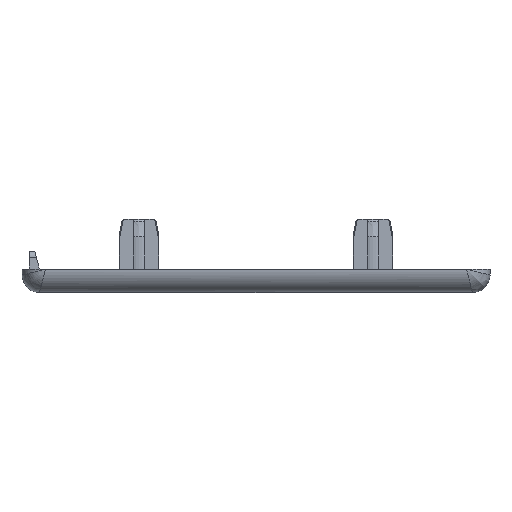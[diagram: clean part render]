
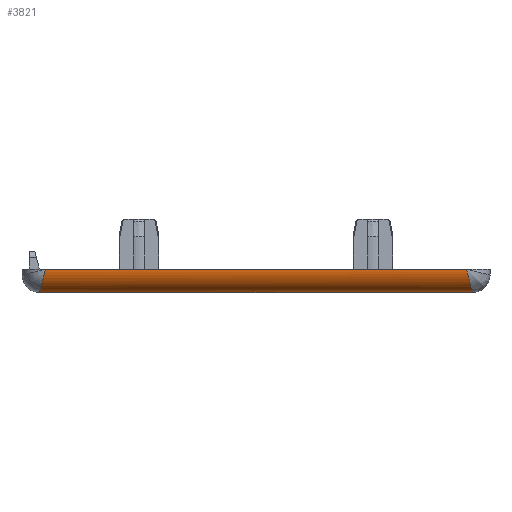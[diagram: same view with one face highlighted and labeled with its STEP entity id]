
A CAD part, front view. The second image highlights one B-rep face of the part: STEP entity #3821.
In plain terms, the highlighted cylindrical face has radius 4 mm (diameter 8 mm), a partial arc.
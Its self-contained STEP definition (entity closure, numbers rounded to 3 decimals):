
#117 = CARTESIAN_POINT ( 'NONE',  ( -36.899, -37.773, 0.405 ) ) ;
#131 = CARTESIAN_POINT ( 'NONE',  ( -36.753, -38.643, 0.986 ) ) ;
#149 = CARTESIAN_POINT ( 'NONE',  ( -37., -36., 0. ) ) ;
#176 = CARTESIAN_POINT ( 'NONE',  ( 36.976, -37.005, 0.093 ) ) ;
#191 = B_SPLINE_CURVE_WITH_KNOTS ( 'NONE', 3,
 ( #149, #906, #2521, #4117, #515, #117, #3330, #1762, #131, #2473, #4885, #1290, #4998, #1370, #2197, #2506 ),
 .UNSPECIFIED., .F., .F.,
 ( 4, 2, 2, 2, 2, 2, 2, 4 ),
 ( 0., 0.125, 0.25, 0.375, 0.5, 0.625, 0.75, 1. ),
 .UNSPECIFIED. ) ;
#204 = CARTESIAN_POINT ( 'NONE',  ( 37., -36., 0. ) ) ;
#228 = CARTESIAN_POINT ( 'NONE',  ( 36.372, -39.712, 2.51 ) ) ;
#266 = CARTESIAN_POINT ( 'NONE',  ( 36.37, -39.716, 2.519 ) ) ;
#473 = VERTEX_POINT ( 'NONE', #3934 ) ;
#515 = CARTESIAN_POINT ( 'NONE',  ( -36.949, -37.289, 0.204 ) ) ;
#592 = CARTESIAN_POINT ( 'NONE',  ( -36., -40., 4. ) ) ;
#621 = CARTESIAN_POINT ( 'NONE',  ( 36.398, -39.669, 2.407 ) ) ;
#649 = CARTESIAN_POINT ( 'NONE',  ( 36.713, -38.804, 1.147 ) ) ;
#667 = CARTESIAN_POINT ( 'NONE',  ( 36.529, -39.396, 1.882 ) ) ;
#739 = CARTESIAN_POINT ( 'NONE',  ( -37., -36., 0. ) ) ;
#906 = CARTESIAN_POINT ( 'NONE',  ( -37., -36.262, 0. ) ) ;
#1014 = DIRECTION ( 'NONE',  ( 1., 0., 0. ) ) ;
#1046 = CARTESIAN_POINT ( 'NONE',  ( 36., -40., 4. ) ) ;
#1061 = AXIS2_PLACEMENT_3D ( 'NONE', #3771, #4550, #2991 ) ;
#1212 = EDGE_CURVE ( 'NONE', #4647, #473, #3431, .T. ) ;
#1236 = EDGE_LOOP ( 'NONE', ( #4910, #2078, #2430, #1757 ) ) ;
#1290 = CARTESIAN_POINT ( 'NONE',  ( -36.501, -39.471, 1.995 ) ) ;
#1370 = CARTESIAN_POINT ( 'NONE',  ( -36.262, -39.896, 2.953 ) ) ;
#1383 = CARTESIAN_POINT ( 'NONE',  ( 36.71, -38.818, 1.161 ) ) ;
#1409 = EDGE_CURVE ( 'NONE', #2607, #2233, #3854, .T. ) ;
#1412 = CARTESIAN_POINT ( 'NONE',  ( 40., -36., 0. ) ) ;
#1457 = CARTESIAN_POINT ( 'NONE',  ( 36.369, -39.718, 2.525 ) ) ;
#1691 = CYLINDRICAL_SURFACE ( 'NONE', #1061, 4. ) ;
#1757 = ORIENTED_EDGE ( 'NONE', *, *, #1409, .F. ) ;
#1762 = CARTESIAN_POINT ( 'NONE',  ( -36.795, -38.44, 0.82 ) ) ;
#1787 = CARTESIAN_POINT ( 'NONE',  ( 36.902, -37.734, 0.386 ) ) ;
#1836 = CARTESIAN_POINT ( 'NONE',  ( -40., -40., 4. ) ) ;
#1837 = CARTESIAN_POINT ( 'NONE',  ( 36.329, -39.781, 2.684 ) ) ;
#2026 = VECTOR ( 'NONE', #1014, 1000. ) ;
#2078 = ORIENTED_EDGE ( 'NONE', *, *, #1212, .F. ) ;
#2197 = CARTESIAN_POINT ( 'NONE',  ( -36.131, -40., 3.476 ) ) ;
#2233 = VERTEX_POINT ( 'NONE', #739 ) ;
#2240 = CARTESIAN_POINT ( 'NONE',  ( 36.383, -39.695, 2.467 ) ) ;
#2282 = CARTESIAN_POINT ( 'NONE',  ( 36.436, -39.601, 2.256 ) ) ;
#2430 = ORIENTED_EDGE ( 'NONE', *, *, #4296, .F. ) ;
#2473 = CARTESIAN_POINT ( 'NONE',  ( -36.661, -39.014, 1.357 ) ) ;
#2506 = CARTESIAN_POINT ( 'NONE',  ( -36., -40., 4. ) ) ;
#2521 = CARTESIAN_POINT ( 'NONE',  ( -36.994, -36.524, 0.026 ) ) ;
#2599 = CARTESIAN_POINT ( 'NONE',  ( 36.765, -38.576, 0.939 ) ) ;
#2607 = VERTEX_POINT ( 'NONE', #3715 ) ;
#2630 = CARTESIAN_POINT ( 'NONE',  ( 36.748, -38.654, 1.006 ) ) ;
#2991 = DIRECTION ( 'NONE',  ( 0., 0., -1. ) ) ;
#3002 = CARTESIAN_POINT ( 'NONE',  ( 36.797, -38.417, 0.81 ) ) ;
#3050 = CARTESIAN_POINT ( 'NONE',  ( 36.156, -39.959, 3.374 ) ) ;
#3319 = FACE_OUTER_BOUND ( 'NONE', #1236, .T. ) ;
#3330 = CARTESIAN_POINT ( 'NONE',  ( -36.868, -38.005, 0.529 ) ) ;
#3384 = CARTESIAN_POINT ( 'NONE',  ( 36.872, -37.971, 0.509 ) ) ;
#3407 = CARTESIAN_POINT ( 'NONE',  ( 36.499, -39.468, 2.001 ) ) ;
#3431 = LINE ( 'NONE', #1836, #2026 ) ;
#3596 = B_SPLINE_CURVE_WITH_KNOTS ( 'NONE', 3,
 ( #204, #4171, #176, #1787, #3384, #3874, #3002, #2599, #2630, #4219, #4989, #649, #1383, #4587, #3851, #667, #3407, #4193, #2282, #5015, #621, #2240, #3829, #228, #266, #1457, #1837, #5040, #3050, #4638, #1046 ),
 .UNSPECIFIED., .F., .F.,
 ( 4, 2, 2, 2, 1, 1, 2, 2, 2, 2, 2, 1, 1, 1, 2, 2, 2, 4 ),
 ( 0., 0.25, 0.375, 0.438, 0.469, 0.484, 0.492, 0.5, 0.625, 0.688, 0.719, 0.734, 0.742, 0.746, 0.748, 0.75, 0.875, 1. ),
 .UNSPECIFIED. ) ;
#3674 = EDGE_CURVE ( 'NONE', #2607, #473, #3596, .T. ) ;
#3715 = CARTESIAN_POINT ( 'NONE',  ( 37., -36., 0. ) ) ;
#3771 = CARTESIAN_POINT ( 'NONE',  ( -40., -36., 4. ) ) ;
#3821 = ADVANCED_FACE ( 'NONE', ( #3319 ), #1691, .T. ) ;
#3829 = CARTESIAN_POINT ( 'NONE',  ( 36.376, -39.707, 2.497 ) ) ;
#3851 = CARTESIAN_POINT ( 'NONE',  ( 36.614, -39.168, 1.543 ) ) ;
#3854 = LINE ( 'NONE', #1412, #3937 ) ;
#3874 = CARTESIAN_POINT ( 'NONE',  ( 36.817, -38.308, 0.73 ) ) ;
#3876 = DIRECTION ( 'NONE',  ( -1., 0., 0. ) ) ;
#3934 = CARTESIAN_POINT ( 'NONE',  ( 36., -40., 4. ) ) ;
#3937 = VECTOR ( 'NONE', #3876, 1000. ) ;
#4117 = CARTESIAN_POINT ( 'NONE',  ( -36.968, -37.037, 0.128 ) ) ;
#4171 = CARTESIAN_POINT ( 'NONE',  ( 37., -36.495, 0. ) ) ;
#4193 = CARTESIAN_POINT ( 'NONE',  ( 36.452, -39.568, 2.191 ) ) ;
#4219 = CARTESIAN_POINT ( 'NONE',  ( 36.728, -38.742, 1.087 ) ) ;
#4296 = EDGE_CURVE ( 'NONE', #2233, #4647, #191, .T. ) ;
#4550 = DIRECTION ( 'NONE',  ( 1., 0., 0. ) ) ;
#4587 = CARTESIAN_POINT ( 'NONE',  ( 36.664, -39.001, 1.344 ) ) ;
#4638 = CARTESIAN_POINT ( 'NONE',  ( 36.084, -40., 3.666 ) ) ;
#4647 = VERTEX_POINT ( 'NONE', #592 ) ;
#4885 = CARTESIAN_POINT ( 'NONE',  ( -36.61, -39.18, 1.56 ) ) ;
#4910 = ORIENTED_EDGE ( 'NONE', *, *, #3674, .T. ) ;
#4989 = CARTESIAN_POINT ( 'NONE',  ( 36.719, -38.779, 1.123 ) ) ;
#4998 = CARTESIAN_POINT ( 'NONE',  ( -36.443, -39.595, 2.227 ) ) ;
#5015 = CARTESIAN_POINT ( 'NONE',  ( 36.411, -39.647, 2.356 ) ) ;
#5040 = CARTESIAN_POINT ( 'NONE',  ( 36.279, -39.849, 2.883 ) ) ;
